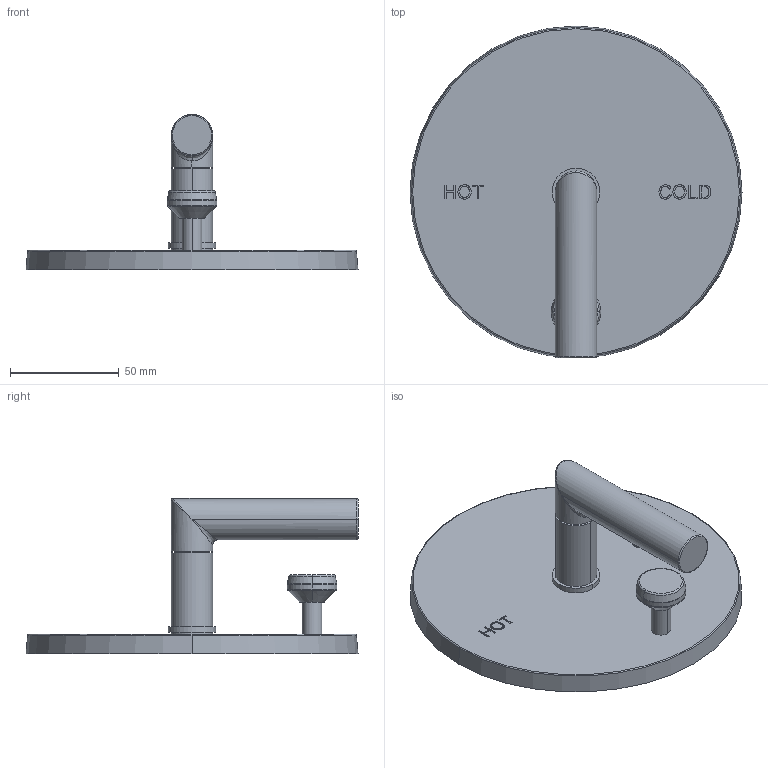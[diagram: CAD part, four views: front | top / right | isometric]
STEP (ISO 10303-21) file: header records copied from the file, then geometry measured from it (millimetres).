
FILE_DESCRIPTION((''),'2;1');
FILE_NAME('5-3102BP','2021-06-09T11:03:56',('jinson.thomas'),(''),'CREO PARAMETRIC BY PTC INC, 2018400','CREO PARAMETRIC BY PTC INC, 2018400','');
FILE_SCHEMA(('CONFIG_CONTROL_DESIGN'));
Length unit declared in the file: inch
Products named in the file (1): 5-3102BP
Bounding box: 152.4 x 152.4 x 71.17 mm (x, y, z)
Volume: 202281.8 mm3; surface area: 50216.3 mm2
Topology: 1 solids, 1 shells, 165 faces, 418 edges, 272 vertices
Faces by surface type: extrusion 76, plane 53, cylinder 16, torus 10, cone 6, bspline 4
Entity records: 5756 total; most frequent: CARTESIAN_POINT 2017, ORIENTED_EDGE 836, DIRECTION 562, EDGE_CURVE 418, VECTOR 276, VERTEX_POINT 272, B_SPLINE_CURVE_WITH_KNOTS 236, LINE 200
